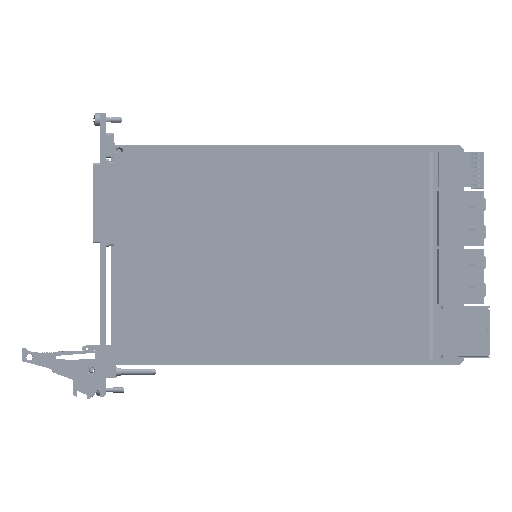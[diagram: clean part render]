
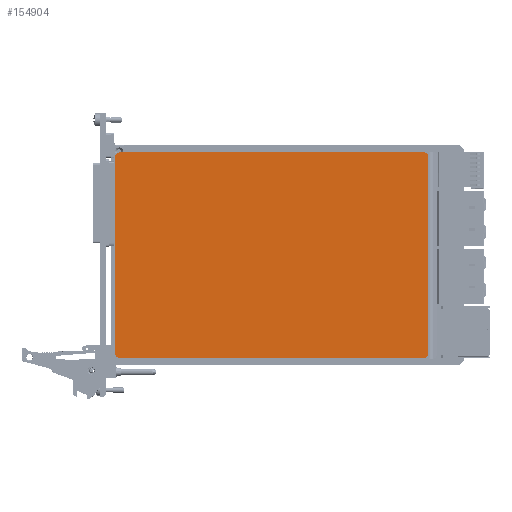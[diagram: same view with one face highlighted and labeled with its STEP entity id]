
A CAD part, top view. The second image highlights one B-rep face of the part: STEP entity #154904.
In plain terms, the highlighted planar face has unit normal (0, 0, 1).
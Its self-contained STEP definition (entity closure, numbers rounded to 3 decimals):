
#3363 = AXIS2_PLACEMENT_3D ( 'NONE', #179707, #58561, #11235 ) ;
#8172 = VECTOR ( 'NONE', #217552, 1000. ) ;
#11235 = DIRECTION ( 'NONE',  ( -1., 0., 0. ) ) ;
#17154 = VECTOR ( 'NONE', #164916, 1000. ) ;
#26165 = EDGE_CURVE ( 'NONE', #124282, #170646, #80457, .T. ) ;
#27297 = ORIENTED_EDGE ( 'NONE', *, *, #162284, .T. ) ;
#27586 = ORIENTED_EDGE ( 'NONE', *, *, #50376, .T. ) ;
#29052 = LINE ( 'NONE', #199592, #17154 ) ;
#31628 = CIRCLE ( 'NONE', #56845, 2.2 ) ;
#38189 = AXIS2_PLACEMENT_3D ( 'NONE', #157009, #142477, #176058 ) ;
#39145 = PLANE ( 'NONE',  #38189 ) ;
#41136 = EDGE_CURVE ( 'NONE', #60460, #157480, #31628, .T. ) ;
#50376 = EDGE_CURVE ( 'NONE', #134156, #66056, #93170, .T. ) ;
#51268 = DIRECTION ( 'NONE',  ( 0., 1., 0. ) ) ;
#56845 = AXIS2_PLACEMENT_3D ( 'NONE', #73037, #205494, #107873 ) ;
#58561 = DIRECTION ( 'NONE',  ( 0., 0., 1. ) ) ;
#59188 = EDGE_CURVE ( 'NONE', #177941, #60460, #29052, .T. ) ;
#60460 = VERTEX_POINT ( 'NONE', #174665 ) ;
#65578 = EDGE_LOOP ( 'NONE', ( #149408, #210026, #183039, #102413, #27586, #27297, #68741, #179237 ) ) ;
#66056 = VERTEX_POINT ( 'NONE', #132307 ) ;
#68741 = ORIENTED_EDGE ( 'NONE', *, *, #26165, .T. ) ;
#73037 = CARTESIAN_POINT ( 'NONE',  ( 91.45, 2.5, 0.2 ) ) ;
#73233 = EDGE_CURVE ( 'NONE', #157480, #134156, #153454, .T. ) ;
#74991 = FACE_OUTER_BOUND ( 'NONE', #65578, .T. ) ;
#77509 = DIRECTION ( 'NONE',  ( 0., 0., 1. ) ) ;
#80457 = CIRCLE ( 'NONE', #112928, 2.2 ) ;
#91352 = CARTESIAN_POINT ( 'NONE',  ( 2.5, 142.595, 0.2 ) ) ;
#93170 = CIRCLE ( 'NONE', #3363, 2.2 ) ;
#93354 = CARTESIAN_POINT ( 'NONE',  ( 0.3, 2.5, 0.2 ) ) ;
#98677 = CARTESIAN_POINT ( 'NONE',  ( 2.5, 142.595, 0.2 ) ) ;
#98906 = VECTOR ( 'NONE', #51268, 1000. ) ;
#102413 = ORIENTED_EDGE ( 'NONE', *, *, #73233, .T. ) ;
#104450 = AXIS2_PLACEMENT_3D ( 'NONE', #179657, #77509, #125948 ) ;
#107873 = DIRECTION ( 'NONE',  ( 1., 0., 0. ) ) ;
#112383 = CARTESIAN_POINT ( 'NONE',  ( 2.5, 140.395, 0.2 ) ) ;
#112928 = AXIS2_PLACEMENT_3D ( 'NONE', #112383, #162851, #193089 ) ;
#115021 = LINE ( 'NONE', #218139, #174023 ) ;
#119043 = EDGE_CURVE ( 'NONE', #170646, #158290, #115021, .T. ) ;
#124282 = VERTEX_POINT ( 'NONE', #91352 ) ;
#125948 = DIRECTION ( 'NONE',  ( -1., 0., 0. ) ) ;
#127868 = CARTESIAN_POINT ( 'NONE',  ( 0.3, 140.395, 0.2 ) ) ;
#132307 = CARTESIAN_POINT ( 'NONE',  ( 91.45, 142.595, 0.2 ) ) ;
#134156 = VERTEX_POINT ( 'NONE', #152159 ) ;
#136742 = CARTESIAN_POINT ( 'NONE',  ( 93.65, 2.5, 0.2 ) ) ;
#136845 = LINE ( 'NONE', #98677, #8172 ) ;
#142477 = DIRECTION ( 'NONE',  ( 0., 0., -1. ) ) ;
#145243 = CARTESIAN_POINT ( 'NONE',  ( 2.5, 0.3, 0.2 ) ) ;
#149408 = ORIENTED_EDGE ( 'NONE', *, *, #178244, .T. ) ;
#152159 = CARTESIAN_POINT ( 'NONE',  ( 93.65, 140.395, 0.2 ) ) ;
#153454 = LINE ( 'NONE', #221765, #98906 ) ;
#154904 = ADVANCED_FACE ( 'NONE', ( #74991 ), #39145, .F. ) ;
#157009 = CARTESIAN_POINT ( 'NONE',  ( 2.5, 2.5, 0.2 ) ) ;
#157480 = VERTEX_POINT ( 'NONE', #136742 ) ;
#158290 = VERTEX_POINT ( 'NONE', #93354 ) ;
#162284 = EDGE_CURVE ( 'NONE', #66056, #124282, #136845, .T. ) ;
#162851 = DIRECTION ( 'NONE',  ( 0., 0., 1. ) ) ;
#164916 = DIRECTION ( 'NONE',  ( 1., 0., 0. ) ) ;
#165527 = DIRECTION ( 'NONE',  ( 0., -1., 0. ) ) ;
#170646 = VERTEX_POINT ( 'NONE', #127868 ) ;
#174023 = VECTOR ( 'NONE', #165527, 1000. ) ;
#174665 = CARTESIAN_POINT ( 'NONE',  ( 91.45, 0.3, 0.2 ) ) ;
#176058 = DIRECTION ( 'NONE',  ( -1., 0., 0. ) ) ;
#177941 = VERTEX_POINT ( 'NONE', #145243 ) ;
#178244 = EDGE_CURVE ( 'NONE', #158290, #177941, #201094, .T. ) ;
#179237 = ORIENTED_EDGE ( 'NONE', *, *, #119043, .T. ) ;
#179657 = CARTESIAN_POINT ( 'NONE',  ( 2.5, 2.5, 0.2 ) ) ;
#179707 = CARTESIAN_POINT ( 'NONE',  ( 91.45, 140.395, 0.2 ) ) ;
#183039 = ORIENTED_EDGE ( 'NONE', *, *, #41136, .T. ) ;
#193089 = DIRECTION ( 'NONE',  ( -1., 0., 0. ) ) ;
#199592 = CARTESIAN_POINT ( 'NONE',  ( 2.5, 0.3, 0.2 ) ) ;
#201094 = CIRCLE ( 'NONE', #104450, 2.2 ) ;
#205494 = DIRECTION ( 'NONE',  ( 0., 0., 1. ) ) ;
#210026 = ORIENTED_EDGE ( 'NONE', *, *, #59188, .T. ) ;
#217552 = DIRECTION ( 'NONE',  ( -1., 0., 0. ) ) ;
#218139 = CARTESIAN_POINT ( 'NONE',  ( 0.3, 2.5, 0.2 ) ) ;
#221765 = CARTESIAN_POINT ( 'NONE',  ( 93.65, 2.5, 0.2 ) ) ;
